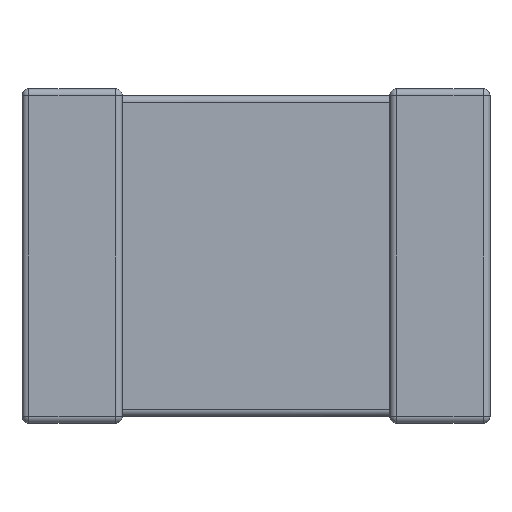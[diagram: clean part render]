
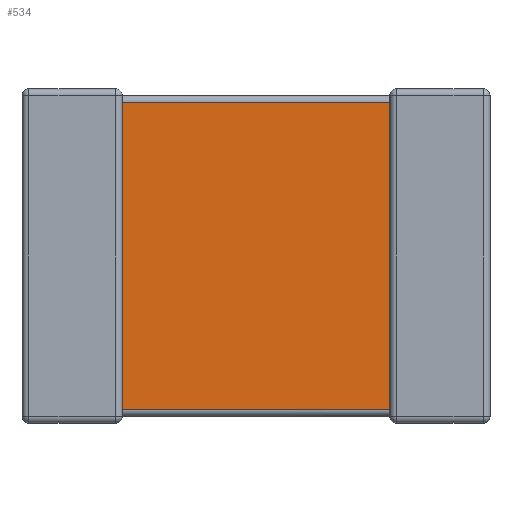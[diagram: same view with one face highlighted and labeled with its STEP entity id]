
A CAD part, front view. The second image highlights one B-rep face of the part: STEP entity #534.
In plain terms, the highlighted planar face has unit normal (0, -1, 0).
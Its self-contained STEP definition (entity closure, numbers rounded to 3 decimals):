
#74 = DIRECTION ( 'NONE',  ( 1., 0., 0. ) ) ;
#534 = ADVANCED_FACE ( 'NONE', ( #4277 ), #7125, .T. ) ;
#896 = LINE ( 'NONE', #6759, #1192 ) ;
#1192 = VECTOR ( 'NONE', #5104, 1000. ) ;
#1506 = ORIENTED_EDGE ( 'NONE', *, *, #2614, .T. ) ;
#1600 = VERTEX_POINT ( 'NONE', #4913 ) ;
#1885 = DIRECTION ( 'NONE',  ( 0., -1., 0. ) ) ;
#1928 = ORIENTED_EDGE ( 'NONE', *, *, #6109, .T. ) ;
#2013 = CARTESIAN_POINT ( 'NONE',  ( 1.05, 0.07, -0.14 ) ) ;
#2295 = VERTEX_POINT ( 'NONE', #2013 ) ;
#2371 = CARTESIAN_POINT ( 'NONE',  ( 3.85, 0.07, -3.5 ) ) ;
#2466 = DIRECTION ( 'NONE',  ( 0., 0., -1. ) ) ;
#2540 = CARTESIAN_POINT ( 'NONE',  ( 3.85, 0.07, -3.36 ) ) ;
#2614 = EDGE_CURVE ( 'NONE', #4235, #4987, #7163, .T. ) ;
#3174 = VECTOR ( 'NONE', #3315, 1000. ) ;
#3315 = DIRECTION ( 'NONE',  ( -1., 0., 0. ) ) ;
#3641 = AXIS2_PLACEMENT_3D ( 'NONE', #6665, #1885, #2466 ) ;
#3828 = ORIENTED_EDGE ( 'NONE', *, *, #5959, .F. ) ;
#4235 = VERTEX_POINT ( 'NONE', #6431 ) ;
#4277 = FACE_OUTER_BOUND ( 'NONE', #7284, .T. ) ;
#4772 = EDGE_CURVE ( 'NONE', #4987, #1600, #5822, .T. ) ;
#4913 = CARTESIAN_POINT ( 'NONE',  ( 3.85, 0.07, -0.14 ) ) ;
#4987 = VERTEX_POINT ( 'NONE', #5394 ) ;
#5104 = DIRECTION ( 'NONE',  ( 0., 0., 1. ) ) ;
#5394 = CARTESIAN_POINT ( 'NONE',  ( 3.85, 0.07, -3.36 ) ) ;
#5456 = VECTOR ( 'NONE', #74, 1000. ) ;
#5620 = LINE ( 'NONE', #7430, #3174 ) ;
#5709 = DIRECTION ( 'NONE',  ( 0., 0., 1. ) ) ;
#5822 = LINE ( 'NONE', #2371, #6002 ) ;
#5959 = EDGE_CURVE ( 'NONE', #4235, #2295, #896, .T. ) ;
#6002 = VECTOR ( 'NONE', #5709, 1000. ) ;
#6109 = EDGE_CURVE ( 'NONE', #1600, #2295, #5620, .T. ) ;
#6431 = CARTESIAN_POINT ( 'NONE',  ( 1.05, 0.07, -3.36 ) ) ;
#6665 = CARTESIAN_POINT ( 'NONE',  ( 1.05, 0.07, -3.5 ) ) ;
#6759 = CARTESIAN_POINT ( 'NONE',  ( 1.05, 0.07, -3.5 ) ) ;
#7125 = PLANE ( 'NONE',  #3641 ) ;
#7163 = LINE ( 'NONE', #2540, #5456 ) ;
#7284 = EDGE_LOOP ( 'NONE', ( #3828, #1506, #7445, #1928 ) ) ;
#7430 = CARTESIAN_POINT ( 'NONE',  ( 1.05, 0.07, -0.14 ) ) ;
#7445 = ORIENTED_EDGE ( 'NONE', *, *, #4772, .T. ) ;
